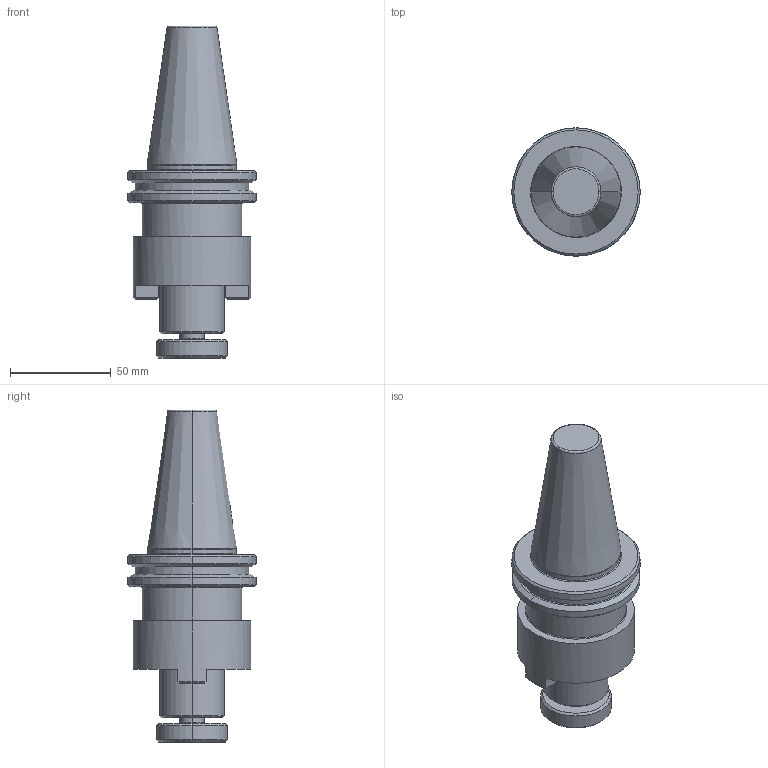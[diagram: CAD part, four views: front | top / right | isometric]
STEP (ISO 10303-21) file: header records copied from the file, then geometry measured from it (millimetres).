
FILE_DESCRIPTION (( 'STEP AP203' ), '1' );
FILE_NAME ('SK 40 CSMA32 060 AD-6.3G15000 SL SP.S.STEP', '2019-05-07T06:19:46', ( '' ), ( '' ), 'SwSTEP 2.0', 'SolidWorks 2014', '' );
FILE_SCHEMA (( 'CONFIG_CONTROL_DESIGN' ));
Length unit declared in the file: millimetre
Products named in the file (1): SK 40 CSMA32 060 AD-6.3G15000 SL SP.S
Bounding box: 63.65 x 63.65 x 164.4 mm (x, y, z)
Volume: 243428 mm3; surface area: 31034.2 mm2
Topology: 1 solids, 1 shells, 78 faces, 193 edges, 125 vertices
Faces by surface type: cone 24, cylinder 20, plane 20, bspline 13, torus 1
Entity records: 3383 total; most frequent: CARTESIAN_POINT 1532, ORIENTED_EDGE 386, DIRECTION 364, EDGE_CURVE 193, AXIS2_PLACEMENT_3D 153, VERTEX_POINT 125, CIRCLE 87, EDGE_LOOP 86
